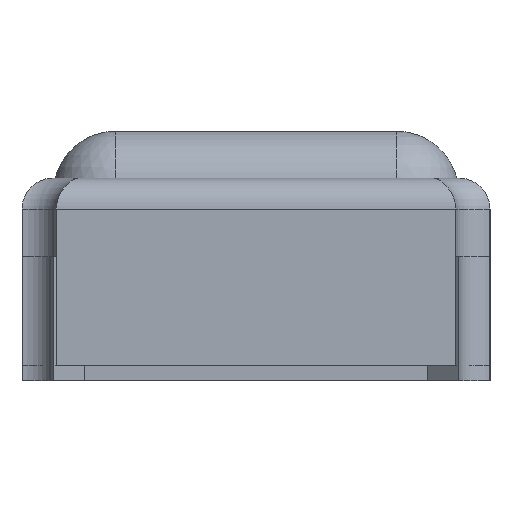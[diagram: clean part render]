
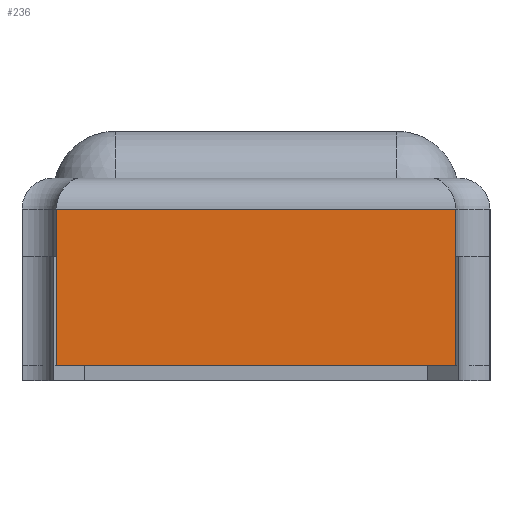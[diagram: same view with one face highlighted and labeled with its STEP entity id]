
A CAD part, left-side view. The second image highlights one B-rep face of the part: STEP entity #236.
In plain terms, the highlighted planar face has unit normal (-1, 0, 0).
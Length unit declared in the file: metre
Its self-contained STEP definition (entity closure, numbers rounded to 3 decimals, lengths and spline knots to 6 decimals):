
#236 = ADVANCED_FACE( '', ( #438 ), #439, .F. );
#438 = FACE_OUTER_BOUND( '', #632, .T. );
#439 = PLANE( '', #633 );
#632 = EDGE_LOOP( '', ( #1015, #1016, #1017, #1018 ) );
#633 = AXIS2_PLACEMENT_3D( '', #1019, #1020, #1021 );
#1015 = ORIENTED_EDGE( '', *, *, #1371, .F. );
#1016 = ORIENTED_EDGE( '', *, *, #1348, .T. );
#1017 = ORIENTED_EDGE( '', *, *, #1372, .F. );
#1018 = ORIENTED_EDGE( '', *, *, #1329, .T. );
#1019 = CARTESIAN_POINT( '', ( -0.0016, 0., 0.0006 ) );
#1020 = DIRECTION( '', ( 1., 0., 0. ) );
#1021 = DIRECTION( '', ( 0., 0., -1. ) );
#1329 = EDGE_CURVE( '', #1590, #1588, #1591, .T. );
#1348 = EDGE_CURVE( '', #1555, #1535, #1617, .F. );
#1371 = EDGE_CURVE( '', #1555, #1588, #1649, .T. );
#1372 = EDGE_CURVE( '', #1590, #1535, #1650, .F. );
#1535 = VERTEX_POINT( '', #1940 );
#1555 = VERTEX_POINT( '', #1984 );
#1588 = VERTEX_POINT( '', #2047 );
#1590 = VERTEX_POINT( '', #2049 );
#1591 = LINE( '', #2050, #2051 );
#1617 = LINE( '', #2089, #2090 );
#1649 = LINE( '', #2133, #2134 );
#1650 = LINE( '', #2135, #2136 );
#1940 = CARTESIAN_POINT( '', ( -0.0016, 0.00064, 0.0005 ) );
#1984 = CARTESIAN_POINT( '', ( -0.0016, -0.00064, 0.0005 ) );
#2047 = CARTESIAN_POINT( '', ( -0.0016, -0.00064, 0. ) );
#2049 = CARTESIAN_POINT( '', ( -0.0016, 0.00064, 0. ) );
#2050 = CARTESIAN_POINT( '', ( -0.0016, 0., 0. ) );
#2051 = VECTOR( '', #2338, 1. );
#2089 = CARTESIAN_POINT( '', ( -0.0016, 0.00064, 0.0005 ) );
#2090 = VECTOR( '', #2354, 1. );
#2133 = CARTESIAN_POINT( '', ( -0.0016, -0.00064, 0.025 ) );
#2134 = VECTOR( '', #2381, 1. );
#2135 = CARTESIAN_POINT( '', ( -0.0016, 0.00064, 0.025 ) );
#2136 = VECTOR( '', #2382, 1. );
#2338 = DIRECTION( '', ( 0., -1., 0. ) );
#2354 = DIRECTION( '', ( 0., -1., 0. ) );
#2381 = DIRECTION( '', ( 0., 0., -1. ) );
#2382 = DIRECTION( '', ( 0., 0., -1. ) );
